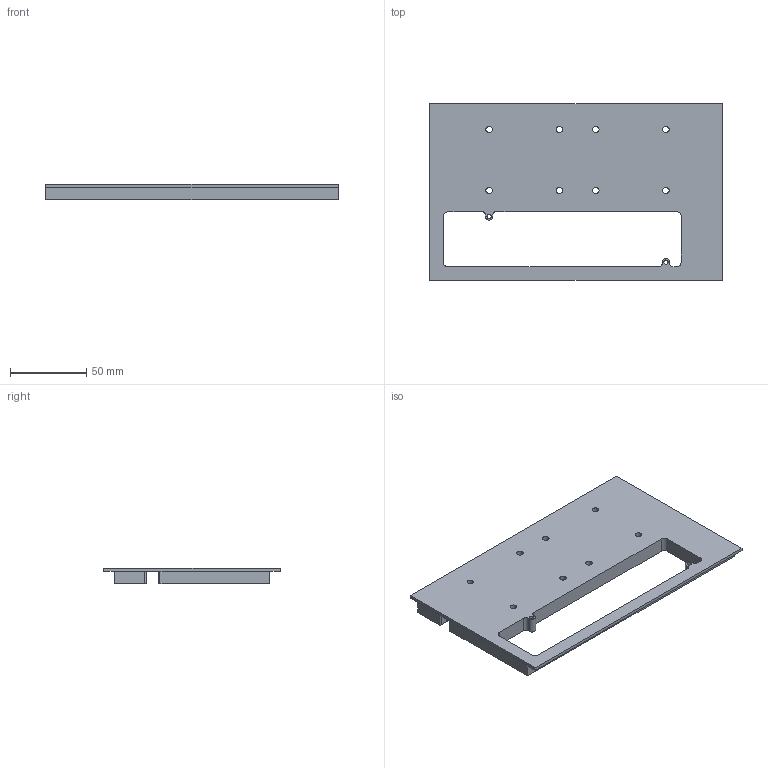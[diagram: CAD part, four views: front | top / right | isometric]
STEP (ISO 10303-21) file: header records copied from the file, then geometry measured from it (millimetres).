
FILE_DESCRIPTION(('FreeCAD Model'),'2;1');
FILE_NAME('Open CASCADE Shape Model','2023-01-21T22:39:26',(''),(''), 'Open CASCADE STEP processor 7.5','FreeCAD','Unknown');
FILE_SCHEMA(('AUTOMOTIVE_DESIGN { 1 0 10303 214 1 1 1 1 }'));
Length unit declared in the file: millimetre
Products named in the file (1): Body
Bounding box: 192 x 116 x 10 mm (x, y, z)
Volume: 89289 mm3; surface area: 50728.6 mm2
Topology: 1 solids, 1 shells, 160 faces, 462 edges, 312 vertices
Faces by surface type: cylinder 82, plane 78
Full cylindrical faces by diameter (mm): 2.8 x2, 4.2 x8, 10 x8
Entity records: 11656 total; most frequent: CARTESIAN_POINT 2375, DIRECTION 1786, LINE 1058, VECTOR 1058, ORIENTED_EDGE 924, PCURVE 924, DEFINITIONAL_REPRESENTATION 924, EDGE_CURVE 462
